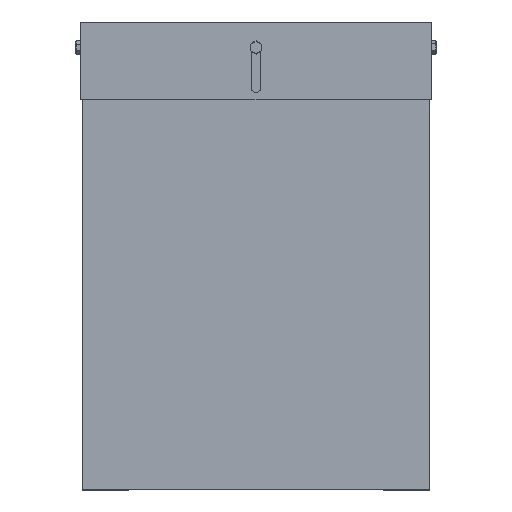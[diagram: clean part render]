
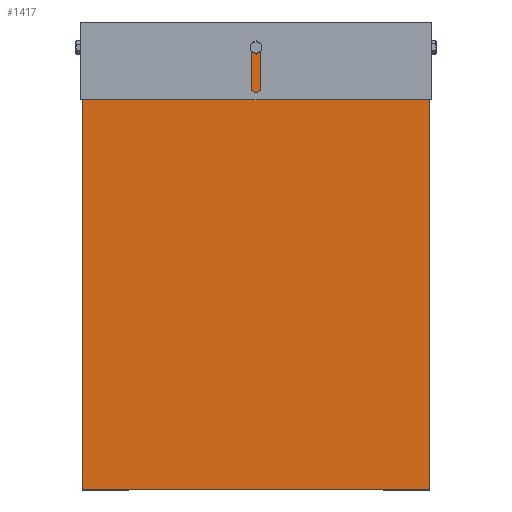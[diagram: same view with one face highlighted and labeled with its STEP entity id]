
A CAD part, top view. The second image highlights one B-rep face of the part: STEP entity #1417.
In plain terms, the highlighted planar face has unit normal (0, 0, 1).
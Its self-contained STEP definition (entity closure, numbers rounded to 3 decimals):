
#53 = CIRCLE ( 'NONE', #594, 3. ) ;
#123 = VECTOR ( 'NONE', #520, 1000. ) ;
#175 = LINE ( 'NONE', #498, #123 ) ;
#203 = CARTESIAN_POINT ( 'NONE',  ( 150., 0., 0. ) ) ;
#205 = VECTOR ( 'NONE', #737, 1000. ) ;
#207 = LINE ( 'NONE', #852, #205 ) ;
#236 = DIRECTION ( 'NONE',  ( 1., 0., 0. ) ) ;
#237 = DIRECTION ( 'NONE',  ( 0., 0., 1. ) ) ;
#243 = CARTESIAN_POINT ( 'NONE',  ( 0., 382., 0. ) ) ;
#491 = ORIENTED_EDGE ( 'NONE', *, *, #2703, .F. ) ;
#492 = VERTEX_POINT ( 'NONE', #2867 ) ;
#498 = CARTESIAN_POINT ( 'NONE',  ( -150., 400., 0. ) ) ;
#520 = DIRECTION ( 'NONE',  ( 1., 0., 0. ) ) ;
#534 = AXIS2_PLACEMENT_3D ( 'NONE', #2436, #2399, #2414 ) ;
#594 = AXIS2_PLACEMENT_3D ( 'NONE', #243, #237, #236 ) ;
#700 = CARTESIAN_POINT ( 'NONE',  ( -3., 382., 0. ) ) ;
#718 = CARTESIAN_POINT ( 'NONE',  ( -150., 0., 0. ) ) ;
#737 = DIRECTION ( 'NONE',  ( 1., 0., 0. ) ) ;
#852 = CARTESIAN_POINT ( 'NONE',  ( -150., 0., 0. ) ) ;
#1105 = VECTOR ( 'NONE', #1231, 1000. ) ;
#1109 = LINE ( 'NONE', #1322, #1105 ) ;
#1120 = AXIS2_PLACEMENT_3D ( 'NONE', #1856, #1874, #1787 ) ;
#1151 = FACE_OUTER_BOUND ( 'NONE', #2187, .T. ) ;
#1161 = FACE_BOUND ( 'NONE', #1895, .T. ) ;
#1231 = DIRECTION ( 'NONE',  ( 0., -1., 0. ) ) ;
#1237 = ORIENTED_EDGE ( 'NONE', *, *, #2979, .F. ) ;
#1322 = CARTESIAN_POINT ( 'NONE',  ( -150., 1., 0. ) ) ;
#1417 = ADVANCED_FACE ( 'NONE', ( #1161, #1151 ), #1823, .F. ) ;
#1474 = ORIENTED_EDGE ( 'NONE', *, *, #2655, .T. ) ;
#1482 = CARTESIAN_POINT ( 'NONE',  ( 3., 382., 0. ) ) ;
#1522 = EDGE_CURVE ( 'NONE', #492, #2328, #1109, .T. ) ;
#1616 = VERTEX_POINT ( 'NONE', #203 ) ;
#1657 = CARTESIAN_POINT ( 'NONE',  ( 150., 400., 0. ) ) ;
#1787 = DIRECTION ( 'NONE',  ( -1., 0., 0. ) ) ;
#1790 = VERTEX_POINT ( 'NONE', #1657 ) ;
#1823 = PLANE ( 'NONE',  #1120 ) ;
#1856 = CARTESIAN_POINT ( 'NONE',  ( -150., 1., 0. ) ) ;
#1874 = DIRECTION ( 'NONE',  ( 0., 0., -1. ) ) ;
#1885 = VERTEX_POINT ( 'NONE', #1482 ) ;
#1895 = EDGE_LOOP ( 'NONE', ( #1237, #3116 ) ) ;
#2135 = CARTESIAN_POINT ( 'NONE',  ( 150., 1., 0. ) ) ;
#2187 = EDGE_LOOP ( 'NONE', ( #1474, #2629, #491, #2911 ) ) ;
#2309 = DIRECTION ( 'NONE',  ( 0., -1., 0. ) ) ;
#2328 = VERTEX_POINT ( 'NONE', #718 ) ;
#2353 = VERTEX_POINT ( 'NONE', #700 ) ;
#2399 = DIRECTION ( 'NONE',  ( 0., 0., 1. ) ) ;
#2414 = DIRECTION ( 'NONE',  ( 1., 0., 0. ) ) ;
#2436 = CARTESIAN_POINT ( 'NONE',  ( 0., 382., 0. ) ) ;
#2629 = ORIENTED_EDGE ( 'NONE', *, *, #3014, .F. ) ;
#2643 = VECTOR ( 'NONE', #2309, 1000. ) ;
#2655 = EDGE_CURVE ( 'NONE', #2328, #1616, #207, .T. ) ;
#2677 = LINE ( 'NONE', #2135, #2643 ) ;
#2703 = EDGE_CURVE ( 'NONE', #492, #1790, #175, .T. ) ;
#2767 = EDGE_CURVE ( 'NONE', #2353, #1885, #53, .T. ) ;
#2813 = CIRCLE ( 'NONE', #534, 3. ) ;
#2867 = CARTESIAN_POINT ( 'NONE',  ( -150., 400., 0. ) ) ;
#2911 = ORIENTED_EDGE ( 'NONE', *, *, #1522, .T. ) ;
#2979 = EDGE_CURVE ( 'NONE', #1885, #2353, #2813, .T. ) ;
#3014 = EDGE_CURVE ( 'NONE', #1790, #1616, #2677, .T. ) ;
#3116 = ORIENTED_EDGE ( 'NONE', *, *, #2767, .F. ) ;
